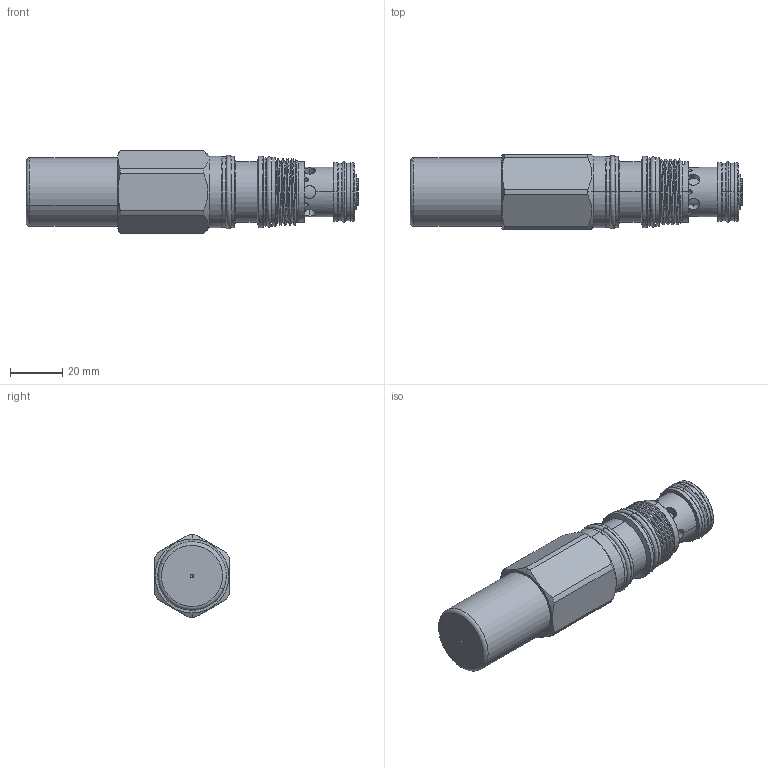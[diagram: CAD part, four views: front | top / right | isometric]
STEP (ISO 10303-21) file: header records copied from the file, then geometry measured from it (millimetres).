
FILE_DESCRIPTION (( 'STEP AP203' ), '1' );
FILE_NAME ('SC2A30-C.STEP', '2020-03-25T02:52:54', ( '' ), ( '' ), 'SwSTEP 2.0', 'SolidWorks 2018', '' );
FILE_SCHEMA (( 'CONFIG_CONTROL_DESIGN' ));
Length unit declared in the file: millimetre
Products named in the file (1): SC2A30-C
Bounding box: 126.88 x 28.57 x 31.8 mm (x, y, z)
Volume: 57138.2 mm3; surface area: 22950.2 mm2
Topology: 7 solids, 7 shells, 384 faces, 917 edges, 567 vertices
Faces by surface type: cylinder 199, plane 80, cone 58, torus 38, bspline 7, sphere 2
Entity records: 17109 total; most frequent: CARTESIAN_POINT 8463, ORIENTED_EDGE 1826, DIRECTION 1783, EDGE_CURVE 913, AXIS2_PLACEMENT_3D 752, VERTEX_POINT 566, EDGE_LOOP 423, FACE_OUTER_BOUND 384
